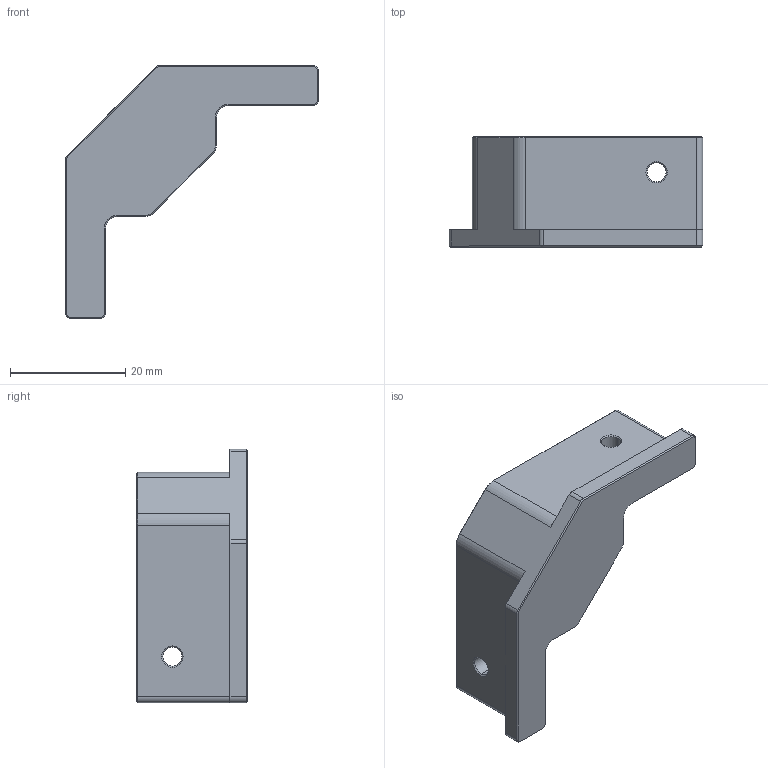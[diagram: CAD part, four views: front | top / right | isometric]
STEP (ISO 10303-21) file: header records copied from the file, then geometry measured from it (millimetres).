
FILE_DESCRIPTION (( 'STEP AP203' ), '1' );
FILE_NAME ('階啣棠沺釱.STEP', '2024-01-19T05:07:20', ( 'Leo' ), ( '' ), 'SwSTEP 2.0', 'SolidWorks 2022', '' );
FILE_SCHEMA (( 'CONFIG_CONTROL_DESIGN' ));
Length unit declared in the file: millimetre
Products named in the file (1): 顶板磁铁座
Bounding box: 44 x 19.2 x 44 mm (x, y, z)
Volume: 10245.8 mm3; surface area: 4345.4 mm2
Topology: 1 solids, 1 shells, 87 faces, 202 edges, 118 vertices
Faces by surface type: plane 37, cone 30, cylinder 20
Entity records: 2511 total; most frequent: DIRECTION 448, CARTESIAN_POINT 408, ORIENTED_EDGE 404, EDGE_CURVE 202, AXIS2_PLACEMENT_3D 158, LINE 132, VECTOR 132, VERTEX_POINT 118
